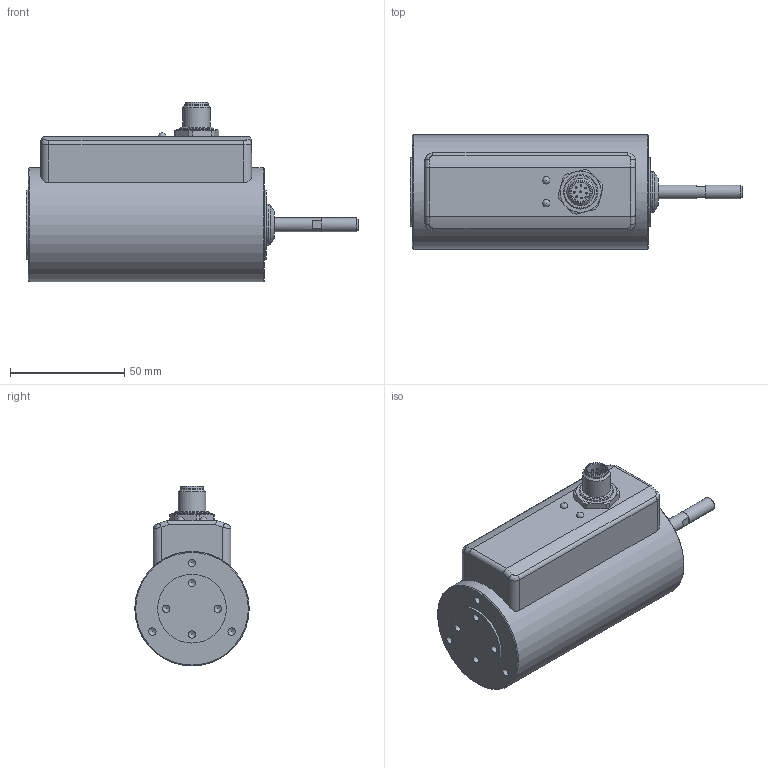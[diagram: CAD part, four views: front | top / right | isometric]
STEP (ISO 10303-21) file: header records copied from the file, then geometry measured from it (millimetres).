
FILE_DESCRIPTION(/* description */ ('Unknown'),/* implementation_level */ '2;1');
FILE_NAME(/* name */ '133_00003_DYM-050_15_STEP',/* time_stamp */ '2024-06-13T11:39:45+02:00',/* author */ ('Unknown'),/* organization */ ('Unknown'),/* preprocessor_version */ 'ST-DEVELOPER v18.104',/* originating_system */ 'Solid Edge',/* authorisation */ 'Unknown');
FILE_SCHEMA (('AUTOMOTIVE_DESIGN {1 0 10303 214 3 1 1}'));
Length unit declared in the file: millimetre
Products named in the file (3): 133_00003_DYM-050_15_STEP; Anker-Achse-DYM-050_15_STEP; Gehaeuse-DYM-050_15_STEP
Assembly tree (2 placements, depth 2):
  133_00003_DYM-050_15_STEP
    Anker-Achse-DYM-050_15_STEP
    Gehaeuse-DYM-050_15_STEP
Bounding box: 145 x 50 x 78.6 mm (x, y, z)
Volume: 248284.1 mm3; surface area: 37050.4 mm2
Topology: 2 solids, 2 shells, 149 faces, 339 edges, 212 vertices
Faces by surface type: cylinder 54, plane 50, cone 24, torus 15, bspline 4, sphere 2
Full cylindrical faces by diameter (mm): 0.8 x8, 3.242 x20, 6 x2, 6.5 x1, 8.3 x1, 10.2 x1, 12 x1, 15 x1, 17.8 x1, 19.5 x1, 20 x1, 30 x2, 50 x1
Entity records: 4709 total; most frequent: CARTESIAN_POINT 745, DIRECTION 618, ORIENTED_EDGE 458, AXIS2_PLACEMENT_3D 277, FACE_BOUND 249, EDGE_LOOP 239, EDGE_CURVE 229, VERTEX_POINT 184
